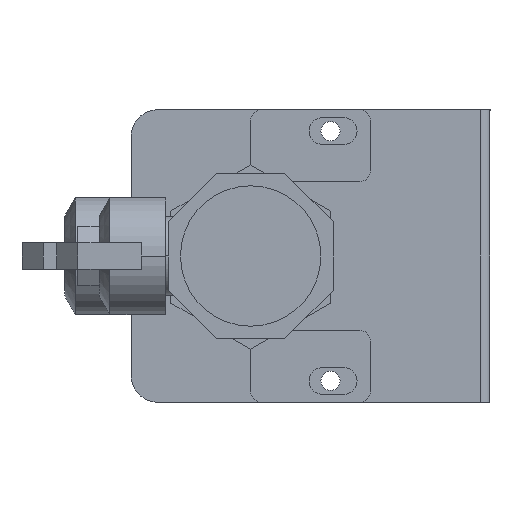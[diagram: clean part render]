
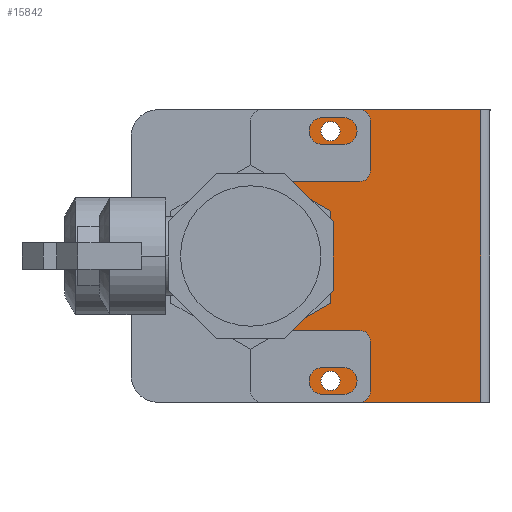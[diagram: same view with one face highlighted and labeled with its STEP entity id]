
A CAD part, left-side view. The second image highlights one B-rep face of the part: STEP entity #15842.
In plain terms, the highlighted face is planar.
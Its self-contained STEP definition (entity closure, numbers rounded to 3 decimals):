
#63 = DIRECTION ( 'NONE',  ( 0., 1., 0. ) ) ;
#172 = DIRECTION ( 'NONE',  ( 1., 0., 0. ) ) ;
#183 = EDGE_CURVE ( 'NONE', #4588, #775, #10427, .T. ) ;
#211 = EDGE_CURVE ( 'NONE', #16327, #15276, #6340, .T. ) ;
#269 = AXIS2_PLACEMENT_3D ( 'NONE', #6891, #11855, #5523 ) ;
#369 = ORIENTED_EDGE ( 'NONE', *, *, #183, .F. ) ;
#467 = CARTESIAN_POINT ( 'NONE',  ( 76.5, 0.737, -27.5 ) ) ;
#634 = CARTESIAN_POINT ( 'NONE',  ( 76.5, 44., 0. ) ) ;
#726 = EDGE_LOOP ( 'NONE', ( #13751, #8546 ) ) ;
#736 = CARTESIAN_POINT ( 'NONE',  ( 76.5, 0.737, 27.5 ) ) ;
#775 = VERTEX_POINT ( 'NONE', #6336 ) ;
#875 = AXIS2_PLACEMENT_3D ( 'NONE', #634, #6020, #4384 ) ;
#904 = CARTESIAN_POINT ( 'NONE',  ( 76.5, 27.2, -23.5 ) ) ;
#946 = AXIS2_PLACEMENT_3D ( 'NONE', #3466, #5189, #10494 ) ;
#998 = CARTESIAN_POINT ( 'NONE',  ( 76.5, 42., -15.875 ) ) ;
#1123 = PLANE ( 'NONE',  #4661 ) ;
#1237 = LINE ( 'NONE', #9459, #6465 ) ;
#1353 = CARTESIAN_POINT ( 'NONE',  ( 76.5, 44., -15.875 ) ) ;
#1436 = CARTESIAN_POINT ( 'NONE',  ( 76.5, 29., -23.5 ) ) ;
#1597 = AXIS2_PLACEMENT_3D ( 'NONE', #4231, #6886, #2942 ) ;
#1864 = CARTESIAN_POINT ( 'NONE',  ( 76.5, 44., -25.5 ) ) ;
#2167 = VECTOR ( 'NONE', #3530, 1000. ) ;
#2193 = CIRCLE ( 'NONE', #11747, 1.8 ) ;
#2533 = CIRCLE ( 'NONE', #13726, 2. ) ;
#2769 = VERTEX_POINT ( 'NONE', #1353 ) ;
#2942 = DIRECTION ( 'NONE',  ( 0., 1., 0. ) ) ;
#2953 = CIRCLE ( 'NONE', #1597, 2. ) ;
#3302 = EDGE_CURVE ( 'NONE', #2769, #14255, #4079, .T. ) ;
#3441 = CARTESIAN_POINT ( 'NONE',  ( 76.5, 0.737, 0. ) ) ;
#3466 = CARTESIAN_POINT ( 'NONE',  ( 76.5, 29., 23.5 ) ) ;
#3530 = DIRECTION ( 'NONE',  ( 0., 0., -1. ) ) ;
#3616 = CARTESIAN_POINT ( 'NONE',  ( 76.5, 42., 27.5 ) ) ;
#3771 = VERTEX_POINT ( 'NONE', #467 ) ;
#3946 = VERTEX_POINT ( 'NONE', #14393 ) ;
#4079 = LINE ( 'NONE', #15890, #7974 ) ;
#4231 = CARTESIAN_POINT ( 'NONE',  ( 76.5, 42., 15.875 ) ) ;
#4272 = ORIENTED_EDGE ( 'NONE', *, *, #13571, .T. ) ;
#4384 = DIRECTION ( 'NONE',  ( 0., 1., 0. ) ) ;
#4438 = EDGE_CURVE ( 'NONE', #775, #4588, #2193, .T. ) ;
#4583 = ORIENTED_EDGE ( 'NONE', *, *, #8017, .T. ) ;
#4588 = VERTEX_POINT ( 'NONE', #904 ) ;
#4661 = AXIS2_PLACEMENT_3D ( 'NONE', #15364, #7726, #5152 ) ;
#4716 = DIRECTION ( 'NONE',  ( 0., 1., 0. ) ) ;
#5152 = DIRECTION ( 'NONE',  ( 0., 1., 0. ) ) ;
#5189 = DIRECTION ( 'NONE',  ( 1., 0., 0. ) ) ;
#5310 = CARTESIAN_POINT ( 'NONE',  ( 76.5, 30.8, 23.5 ) ) ;
#5371 = DIRECTION ( 'NONE',  ( 0., -1., 0. ) ) ;
#5451 = ORIENTED_EDGE ( 'NONE', *, *, #12773, .T. ) ;
#5523 = DIRECTION ( 'NONE',  ( 0., 1., 0. ) ) ;
#5578 = AXIS2_PLACEMENT_3D ( 'NONE', #16451, #14843, #4716 ) ;
#5604 = CARTESIAN_POINT ( 'NONE',  ( 76.5, 0., -27.5 ) ) ;
#6020 = DIRECTION ( 'NONE',  ( 1., 0., 0. ) ) ;
#6333 = CIRCLE ( 'NONE', #9615, 2. ) ;
#6336 = CARTESIAN_POINT ( 'NONE',  ( 76.5, 30.8, -23.5 ) ) ;
#6340 = CIRCLE ( 'NONE', #875, 14. ) ;
#6461 = EDGE_CURVE ( 'NONE', #2769, #15276, #2533, .T. ) ;
#6465 = VECTOR ( 'NONE', #63, 1000. ) ;
#6467 = DIRECTION ( 'NONE',  ( 0., 1., 0. ) ) ;
#6523 = FACE_OUTER_BOUND ( 'NONE', #15306, .T. ) ;
#6533 = LINE ( 'NONE', #13211, #16500 ) ;
#6886 = DIRECTION ( 'NONE',  ( 1., 0., 0. ) ) ;
#6891 = CARTESIAN_POINT ( 'NONE',  ( 76.5, 29., 23.5 ) ) ;
#7166 = ORIENTED_EDGE ( 'NONE', *, *, #3302, .F. ) ;
#7212 = DIRECTION ( 'NONE',  ( 1., 0., 0. ) ) ;
#7269 = ORIENTED_EDGE ( 'NONE', *, *, #10388, .F. ) ;
#7433 = EDGE_CURVE ( 'NONE', #7776, #9707, #7477, .T. ) ;
#7477 = CIRCLE ( 'NONE', #946, 1.8 ) ;
#7726 = DIRECTION ( 'NONE',  ( 1., 0., 0. ) ) ;
#7776 = VERTEX_POINT ( 'NONE', #15380 ) ;
#7791 = ORIENTED_EDGE ( 'NONE', *, *, #7881, .F. ) ;
#7881 = EDGE_CURVE ( 'NONE', #11585, #3946, #6533, .T. ) ;
#7974 = VECTOR ( 'NONE', #8186, 1000. ) ;
#8017 = EDGE_CURVE ( 'NONE', #11585, #12891, #15972, .T. ) ;
#8186 = DIRECTION ( 'NONE',  ( 0., 0., -1. ) ) ;
#8500 = CARTESIAN_POINT ( 'NONE',  ( 76.5, 44., 25.5 ) ) ;
#8546 = ORIENTED_EDGE ( 'NONE', *, *, #7433, .F. ) ;
#8722 = CIRCLE ( 'NONE', #269, 1.8 ) ;
#8778 = DIRECTION ( 'NONE',  ( 1., 0., 0. ) ) ;
#8887 = ORIENTED_EDGE ( 'NONE', *, *, #4438, .F. ) ;
#9446 = DIRECTION ( 'NONE',  ( 0., 0., -1. ) ) ;
#9459 = CARTESIAN_POINT ( 'NONE',  ( 76.5, 44., 27.5 ) ) ;
#9611 = DIRECTION ( 'NONE',  ( 0., -1., 0. ) ) ;
#9615 = AXIS2_PLACEMENT_3D ( 'NONE', #10164, #12984, #15413 ) ;
#9707 = VERTEX_POINT ( 'NONE', #5310 ) ;
#9876 = CARTESIAN_POINT ( 'NONE',  ( 76.5, 42.25, -13.89 ) ) ;
#10164 = CARTESIAN_POINT ( 'NONE',  ( 76.5, 42., -25.5 ) ) ;
#10388 = EDGE_CURVE ( 'NONE', #11218, #12891, #1237, .T. ) ;
#10427 = CIRCLE ( 'NONE', #14280, 1.8 ) ;
#10494 = DIRECTION ( 'NONE',  ( 0., 1., 0. ) ) ;
#10514 = ORIENTED_EDGE ( 'NONE', *, *, #16642, .F. ) ;
#11106 = ORIENTED_EDGE ( 'NONE', *, *, #16514, .T. ) ;
#11218 = VERTEX_POINT ( 'NONE', #736 ) ;
#11241 = LINE ( 'NONE', #3441, #2167 ) ;
#11396 = EDGE_LOOP ( 'NONE', ( #8887, #369 ) ) ;
#11568 = FACE_BOUND ( 'NONE', #726, .T. ) ;
#11585 = VERTEX_POINT ( 'NONE', #8500 ) ;
#11747 = AXIS2_PLACEMENT_3D ( 'NONE', #1436, #172, #5371 ) ;
#11855 = DIRECTION ( 'NONE',  ( 1., 0., 0. ) ) ;
#12005 = LINE ( 'NONE', #5604, #15378 ) ;
#12179 = DIRECTION ( 'NONE',  ( 0., -1., 0. ) ) ;
#12303 = CARTESIAN_POINT ( 'NONE',  ( 76.5, 42.25, 13.89 ) ) ;
#12349 = CARTESIAN_POINT ( 'NONE',  ( 76.5, 29., -23.5 ) ) ;
#12773 = EDGE_CURVE ( 'NONE', #16327, #3946, #2953, .T. ) ;
#12840 = FACE_BOUND ( 'NONE', #11396, .T. ) ;
#12891 = VERTEX_POINT ( 'NONE', #3616 ) ;
#12984 = DIRECTION ( 'NONE',  ( 1., 0., 0. ) ) ;
#13211 = CARTESIAN_POINT ( 'NONE',  ( 76.5, 44., -27.5 ) ) ;
#13286 = EDGE_CURVE ( 'NONE', #9707, #7776, #8722, .T. ) ;
#13329 = ORIENTED_EDGE ( 'NONE', *, *, #6461, .T. ) ;
#13571 = EDGE_CURVE ( 'NONE', #11218, #3771, #11241, .T. ) ;
#13726 = AXIS2_PLACEMENT_3D ( 'NONE', #998, #8778, #6467 ) ;
#13751 = ORIENTED_EDGE ( 'NONE', *, *, #13286, .F. ) ;
#13831 = CARTESIAN_POINT ( 'NONE',  ( 76.5, 42., -27.5 ) ) ;
#14255 = VERTEX_POINT ( 'NONE', #1864 ) ;
#14280 = AXIS2_PLACEMENT_3D ( 'NONE', #12349, #7212, #12179 ) ;
#14393 = CARTESIAN_POINT ( 'NONE',  ( 76.5, 44., 15.875 ) ) ;
#14678 = VERTEX_POINT ( 'NONE', #13831 ) ;
#14843 = DIRECTION ( 'NONE',  ( 1., 0., 0. ) ) ;
#15276 = VERTEX_POINT ( 'NONE', #9876 ) ;
#15306 = EDGE_LOOP ( 'NONE', ( #7166, #13329, #16170, #5451, #7791, #4583, #7269, #4272, #10514, #11106 ) ) ;
#15364 = CARTESIAN_POINT ( 'NONE',  ( 76.5, 0., 0. ) ) ;
#15378 = VECTOR ( 'NONE', #9611, 1000. ) ;
#15380 = CARTESIAN_POINT ( 'NONE',  ( 76.5, 27.2, 23.5 ) ) ;
#15413 = DIRECTION ( 'NONE',  ( 0., 1., 0. ) ) ;
#15842 = ADVANCED_FACE ( 'NONE', ( #11568, #12840, #6523 ), #1123, .T. ) ;
#15890 = CARTESIAN_POINT ( 'NONE',  ( 76.5, 44., -27.5 ) ) ;
#15972 = CIRCLE ( 'NONE', #5578, 2. ) ;
#16170 = ORIENTED_EDGE ( 'NONE', *, *, #211, .F. ) ;
#16327 = VERTEX_POINT ( 'NONE', #12303 ) ;
#16451 = CARTESIAN_POINT ( 'NONE',  ( 76.5, 42., 25.5 ) ) ;
#16500 = VECTOR ( 'NONE', #9446, 1000. ) ;
#16514 = EDGE_CURVE ( 'NONE', #14678, #14255, #6333, .T. ) ;
#16642 = EDGE_CURVE ( 'NONE', #14678, #3771, #12005, .T. ) ;
